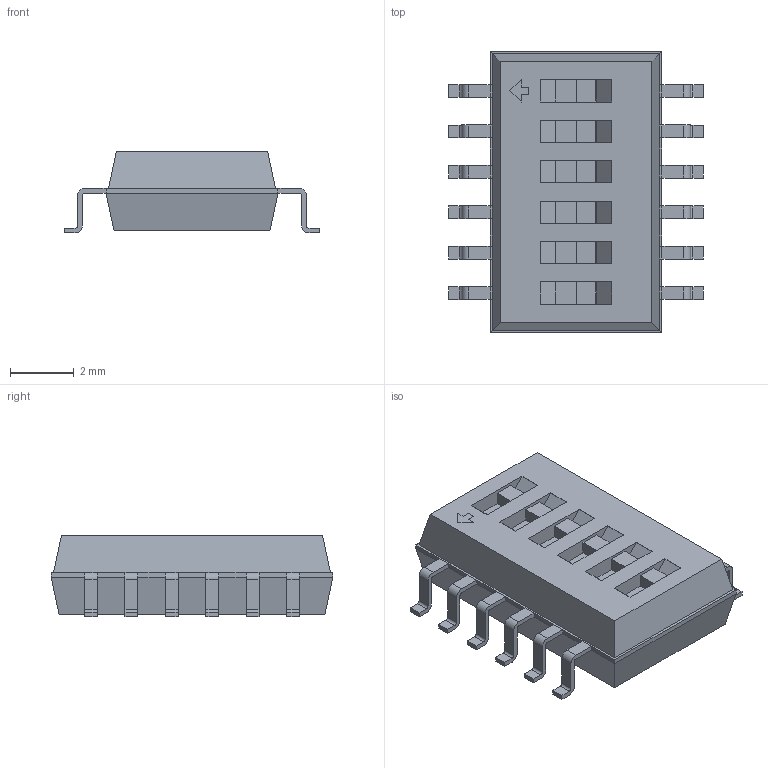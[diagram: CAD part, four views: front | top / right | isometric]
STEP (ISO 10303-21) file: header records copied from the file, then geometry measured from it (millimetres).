
FILE_DESCRIPTION(/* description */ ('model of SW_DIP_SPSTx06_Slide_Copal_CHS-06B_W7.62mm_P1.27mm'),/* implementation_level */ '2;1');
FILE_NAME(/* name */ 'SW_DIP_SPSTx06_Slide_Copal_CHS-06B_W7.62mm_P1.27mm.step',/* time_stamp */ '2018-12-27T15:16:08',/* author */ ('Terje Io','https://github.com/terjeio'),/* organization */ ('FreeCAD'),/* preprocessor_version */ 'OCC',/* originating_system */ 'kicad StepUp',/* authorisation */ '');
FILE_SCHEMA(('AUTOMOTIVE_DESIGN { 1 0 10303 214 1 1 1 1 }'));
Length unit declared in the file: millimetre
Products named in the file (1): SW_DIP_SPSTx06_Slide_Copal_CHS_06B_W762mm_P127mm
Bounding box: 8 x 8.85 x 2.58 mm (x, y, z)
Volume: 107.9 mm3; surface area: 196.5 mm2
Topology: 1 solids, 1 shells, 277 faces, 727 edges, 459 vertices
Faces by surface type: plane 193, cylinder 48, bspline 36
Entity records: 5414 total; most frequent: ORIENTED_EDGE 1175, EDGE_CURVE 727, CARTESIAN_POINT 689, LINE 507, VERTEX_POINT 459, AXIS2_PLACEMENT_3D 296, FACE_BOUND 284, EDGE_LOOP 283
